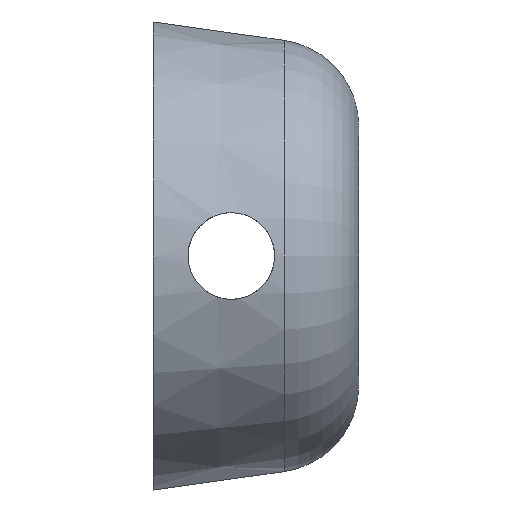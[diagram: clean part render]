
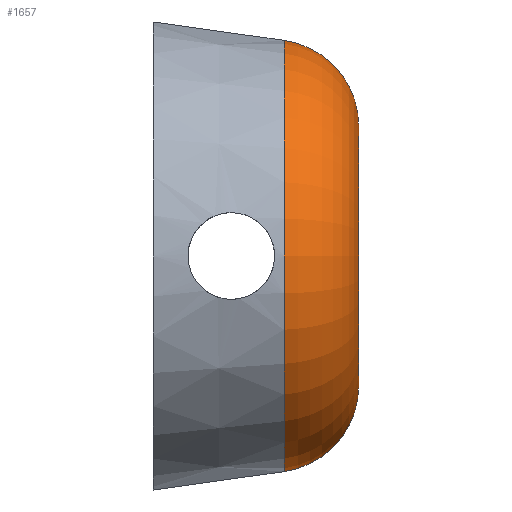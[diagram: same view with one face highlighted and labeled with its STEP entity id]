
A CAD part, left-side view. The second image highlights one B-rep face of the part: STEP entity #1657.
In plain terms, the highlighted toroidal (fillet/blend) face has major radius 14.976 mm and minor radius 10 mm.
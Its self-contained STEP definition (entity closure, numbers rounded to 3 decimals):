
#76 = CARTESIAN_POINT ( 'NONE',  ( 0., -9.7, -14.976 ) ) ;
#129 = CARTESIAN_POINT ( 'NONE',  ( 0., -11.092, 24.879 ) ) ;
#143 = AXIS2_PLACEMENT_3D ( 'NONE', #306, #748, #1544 ) ;
#196 = CARTESIAN_POINT ( 'NONE',  ( 0., -19.7, 14.976 ) ) ;
#230 = EDGE_CURVE ( 'NONE', #1264, #1160, #2548, .T. ) ;
#265 = CIRCLE ( 'NONE', #2135, 10. ) ;
#275 = CARTESIAN_POINT ( 'NONE',  ( 0., -11.092, -24.879 ) ) ;
#306 = CARTESIAN_POINT ( 'NONE',  ( 0., -9.7, 0. ) ) ;
#348 = EDGE_CURVE ( 'NONE', #1901, #389, #1966, .T. ) ;
#353 = TOROIDAL_SURFACE ( 'NONE', #143, 14.976, 10. ) ;
#389 = VERTEX_POINT ( 'NONE', #129 ) ;
#533 = AXIS2_PLACEMENT_3D ( 'NONE', #2568, #1510, #1122 ) ;
#653 = EDGE_CURVE ( 'NONE', #389, #1264, #1364, .T. ) ;
#655 = DIRECTION ( 'NONE',  ( 0., -1., 0. ) ) ;
#748 = DIRECTION ( 'NONE',  ( 0., -1., 0. ) ) ;
#796 = EDGE_LOOP ( 'NONE', ( #2251, #1447, #1312, #1365 ) ) ;
#1122 = DIRECTION ( 'NONE',  ( 0., 0., -1. ) ) ;
#1160 = VERTEX_POINT ( 'NONE', #1476 ) ;
#1264 = VERTEX_POINT ( 'NONE', #196 ) ;
#1312 = ORIENTED_EDGE ( 'NONE', *, *, #1445, .T. ) ;
#1319 = DIRECTION ( 'NONE',  ( -1., 0., 0. ) ) ;
#1332 = DIRECTION ( 'NONE',  ( 0., 0., 1. ) ) ;
#1364 = CIRCLE ( 'NONE', #533, 10. ) ;
#1365 = ORIENTED_EDGE ( 'NONE', *, *, #230, .F. ) ;
#1379 = AXIS2_PLACEMENT_3D ( 'NONE', #2136, #1946, #1332 ) ;
#1445 = EDGE_CURVE ( 'NONE', #1901, #1160, #265, .T. ) ;
#1447 = ORIENTED_EDGE ( 'NONE', *, *, #348, .F. ) ;
#1476 = CARTESIAN_POINT ( 'NONE',  ( 0., -19.7, -14.976 ) ) ;
#1488 = DIRECTION ( 'NONE',  ( 0., 0., 1. ) ) ;
#1510 = DIRECTION ( 'NONE',  ( 1., 0., 0. ) ) ;
#1544 = DIRECTION ( 'NONE',  ( 0., 0., -1. ) ) ;
#1657 = ADVANCED_FACE ( 'NONE', ( #1887 ), #353, .T. ) ;
#1887 = FACE_OUTER_BOUND ( 'NONE', #796, .T. ) ;
#1901 = VERTEX_POINT ( 'NONE', #275 ) ;
#1946 = DIRECTION ( 'NONE',  ( 0., 1., 0. ) ) ;
#1966 = CIRCLE ( 'NONE', #1379, 24.879 ) ;
#2077 = DIRECTION ( 'NONE',  ( 0., 0., -1. ) ) ;
#2135 = AXIS2_PLACEMENT_3D ( 'NONE', #76, #1319, #1488 ) ;
#2136 = CARTESIAN_POINT ( 'NONE',  ( 0., -11.092, 0. ) ) ;
#2251 = ORIENTED_EDGE ( 'NONE', *, *, #653, .F. ) ;
#2296 = AXIS2_PLACEMENT_3D ( 'NONE', #2447, #655, #2077 ) ;
#2447 = CARTESIAN_POINT ( 'NONE',  ( 0., -19.7, 0. ) ) ;
#2548 = CIRCLE ( 'NONE', #2296, 14.976 ) ;
#2568 = CARTESIAN_POINT ( 'NONE',  ( 0., -9.7, 14.976 ) ) ;
